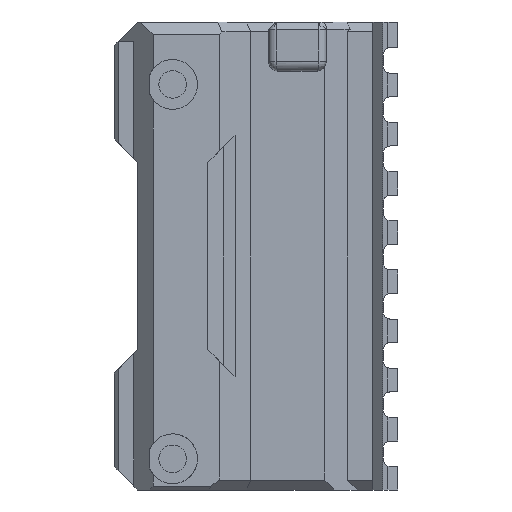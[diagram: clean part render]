
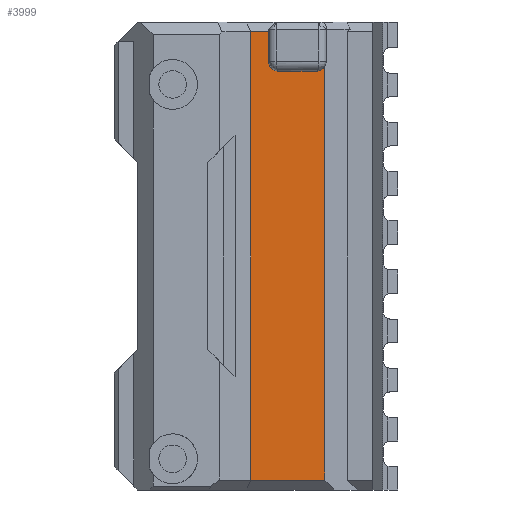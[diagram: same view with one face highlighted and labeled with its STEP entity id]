
A CAD part, left-side view. The second image highlights one B-rep face of the part: STEP entity #3999.
In plain terms, the highlighted planar face has unit normal (-1, 0, 0).
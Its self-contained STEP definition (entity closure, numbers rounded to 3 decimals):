
#80=PLANE('',#4254);
#220=LINE('',#5769,#678);
#363=LINE('',#6204,#821);
#375=LINE('',#6228,#833);
#376=LINE('',#6230,#834);
#377=LINE('',#6232,#835);
#378=LINE('',#6233,#836);
#678=VECTOR('',#4561,10.);
#821=VECTOR('',#4808,10.);
#833=VECTOR('',#4840,10.);
#834=VECTOR('',#4841,10.);
#835=VECTOR('',#4842,10.);
#836=VECTOR('',#4843,10.);
#1221=FACE_OUTER_BOUND('',#1437,.T.);
#1437=EDGE_LOOP('',(#3038,#3039,#3040,#3041,#3042,#3043,#3044,#3045));
#1617=CIRCLE('',#4187,2.);
#1618=CIRCLE('',#4191,2.);
#1753=VERTEX_POINT('',#5752);
#1754=VERTEX_POINT('',#5754);
#1756=VERTEX_POINT('',#5763);
#1757=VERTEX_POINT('',#5765);
#1893=VERTEX_POINT('',#6202);
#1895=VERTEX_POINT('',#6227);
#1896=VERTEX_POINT('',#6229);
#1897=VERTEX_POINT('',#6231);
#2146=EDGE_CURVE('',#1754,#1753,#1617,.T.);
#2152=EDGE_CURVE('',#1756,#1757,#1618,.F.);
#2154=EDGE_CURVE('',#1753,#1757,#220,.T.);
#2328=EDGE_CURVE('',#1756,#1893,#363,.T.);
#2340=EDGE_CURVE('',#1895,#1893,#375,.T.);
#2341=EDGE_CURVE('',#1896,#1895,#376,.T.);
#2342=EDGE_CURVE('',#1897,#1896,#377,.T.);
#2343=EDGE_CURVE('',#1897,#1754,#378,.T.);
#3038=ORIENTED_EDGE('',*,*,#2154,.T.);
#3039=ORIENTED_EDGE('',*,*,#2152,.F.);
#3040=ORIENTED_EDGE('',*,*,#2328,.T.);
#3041=ORIENTED_EDGE('',*,*,#2340,.F.);
#3042=ORIENTED_EDGE('',*,*,#2341,.F.);
#3043=ORIENTED_EDGE('',*,*,#2342,.F.);
#3044=ORIENTED_EDGE('',*,*,#2343,.T.);
#3045=ORIENTED_EDGE('',*,*,#2146,.T.);
#3999=ADVANCED_FACE('',(#1221),#80,.F.);
#4187=AXIS2_PLACEMENT_3D('',#5755,#4544,#4545);
#4191=AXIS2_PLACEMENT_3D('',#5766,#4556,#4557);
#4254=AXIS2_PLACEMENT_3D('',#6226,#4838,#4839);
#4544=DIRECTION('center_axis',(1.,0.,0.));
#4545=DIRECTION('ref_axis',(0.,-0.707,-0.707));
#4556=DIRECTION('center_axis',(1.,0.,0.));
#4557=DIRECTION('ref_axis',(0.,0.707,-0.707));
#4561=DIRECTION('',(0.,1.,0.));
#4808=DIRECTION('',(0.,0.,1.));
#4838=DIRECTION('center_axis',(1.,0.,0.));
#4839=DIRECTION('ref_axis',(0.,-1.,0.));
#4840=DIRECTION('',(0.,-1.,0.));
#4841=DIRECTION('',(0.,0.,1.));
#4842=DIRECTION('',(0.,1.,0.));
#4843=DIRECTION('',(0.,0.,1.));
#5752=CARTESIAN_POINT('',(-12.7,-29.25,348.775));
#5754=CARTESIAN_POINT('',(-12.7,-30.991,349.791));
#5755=CARTESIAN_POINT('Origin',(-12.7,-29.25,350.775));
#5763=CARTESIAN_POINT('',(-12.7,-19.55,350.775));
#5765=CARTESIAN_POINT('',(-12.7,-21.55,348.775));
#5766=CARTESIAN_POINT('Origin',(-12.7,-21.55,350.775));
#5769=CARTESIAN_POINT('',(-12.7,-24.417,348.775));
#6202=CARTESIAN_POINT('',(-12.7,-19.55,356.743));
#6204=CARTESIAN_POINT('',(-12.7,-19.55,-4.615));
#6226=CARTESIAN_POINT('Origin',(-12.7,-23.433,-368.005));
#6227=CARTESIAN_POINT('',(-12.7,-15.875,356.743));
#6228=CARTESIAN_POINT('',(-12.7,-20.249,356.743));
#6229=CARTESIAN_POINT('',(-12.7,-15.875,265.557));
#6230=CARTESIAN_POINT('',(-12.7,-15.875,-368.005));
#6231=CARTESIAN_POINT('',(-12.7,-30.991,265.557));
#6232=CARTESIAN_POINT('',(-12.7,-20.249,265.557));
#6233=CARTESIAN_POINT('',(-12.7,-30.991,-368.005));
